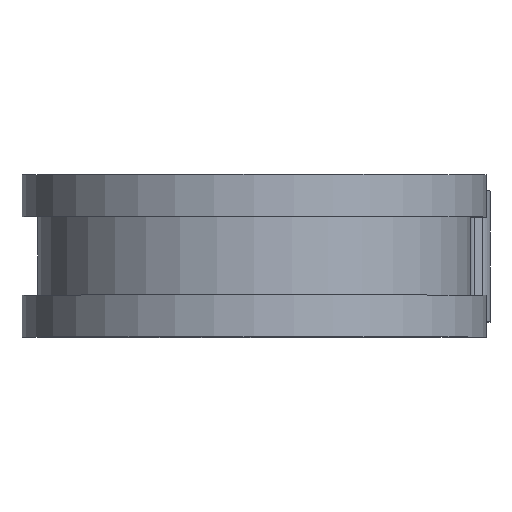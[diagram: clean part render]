
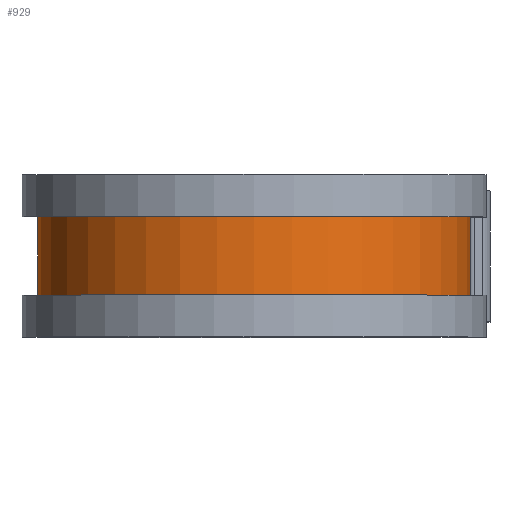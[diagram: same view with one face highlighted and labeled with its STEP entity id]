
A CAD part, top view. The second image highlights one B-rep face of the part: STEP entity #929.
In plain terms, the highlighted cylindrical face has radius 20.993 mm (diameter 41.986 mm), a partial arc.
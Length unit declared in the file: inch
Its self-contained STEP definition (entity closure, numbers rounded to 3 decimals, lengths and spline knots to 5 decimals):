
#27 = CARTESIAN_POINT ( 'NONE',  ( 0., 0.15, -0.8265 ) ) ;
#71 = DIRECTION ( 'NONE',  ( 0., 0., -1. ) ) ;
#74 = CARTESIAN_POINT ( 'NONE',  ( 0., 0.25, -0.8265 ) ) ;
#131 = DIRECTION ( 'NONE',  ( 0., 0., -1. ) ) ;
#214 = DIRECTION ( 'NONE',  ( 0., -1., 0. ) ) ;
#265 = LINE ( 'NONE', #1366, #1662 ) ;
#402 = DIRECTION ( 'NONE',  ( 0., -1., 0. ) ) ;
#405 = VERTEX_POINT ( 'NONE', #27 ) ;
#455 = AXIS2_PLACEMENT_3D ( 'NONE', #1750, #977, #131 ) ;
#560 = EDGE_CURVE ( 'NONE', #1058, #405, #1737, .T. ) ;
#575 = ORIENTED_EDGE ( 'NONE', *, *, #560, .T. ) ;
#577 = ORIENTED_EDGE ( 'NONE', *, *, #1742, .F. ) ;
#649 = FACE_OUTER_BOUND ( 'NONE', #1732, .T. ) ;
#664 = CARTESIAN_POINT ( 'NONE',  ( 0.8265, 0.15, 0. ) ) ;
#681 = AXIS2_PLACEMENT_3D ( 'NONE', #1483, #683, #1609 ) ;
#683 = DIRECTION ( 'NONE',  ( 0., -1., 0. ) ) ;
#695 = LINE ( 'NONE', #74, #1336 ) ;
#799 = ORIENTED_EDGE ( 'NONE', *, *, #1119, .F. ) ;
#929 = ADVANCED_FACE ( 'NONE', ( #649 ), #966, .T. ) ;
#954 = EDGE_CURVE ( 'NONE', #405, #1391, #695, .T. ) ;
#966 = CYLINDRICAL_SURFACE ( 'NONE', #1599, 0.8265 ) ;
#974 = CARTESIAN_POINT ( 'NONE',  ( 0., -0.15, -0.8265 ) ) ;
#977 = DIRECTION ( 'NONE',  ( 0., -1., 0. ) ) ;
#1036 = CIRCLE ( 'NONE', #681, 0.8265 ) ;
#1052 = ORIENTED_EDGE ( 'NONE', *, *, #954, .T. ) ;
#1058 = VERTEX_POINT ( 'NONE', #664 ) ;
#1119 = EDGE_CURVE ( 'NONE', #1680, #1391, #1036, .T. ) ;
#1190 = CARTESIAN_POINT ( 'NONE',  ( 0., 0.25, 0. ) ) ;
#1336 = VECTOR ( 'NONE', #214, 39.37008 ) ;
#1366 = CARTESIAN_POINT ( 'NONE',  ( 0.8265, 0.25, 0. ) ) ;
#1391 = VERTEX_POINT ( 'NONE', #974 ) ;
#1449 = DIRECTION ( 'NONE',  ( 0., -1., 0. ) ) ;
#1483 = CARTESIAN_POINT ( 'NONE',  ( 0., -0.15, 0. ) ) ;
#1598 = CARTESIAN_POINT ( 'NONE',  ( 0.8265, -0.15, 0. ) ) ;
#1599 = AXIS2_PLACEMENT_3D ( 'NONE', #1190, #1449, #71 ) ;
#1609 = DIRECTION ( 'NONE',  ( 0., 0., -1. ) ) ;
#1662 = VECTOR ( 'NONE', #402, 39.37008 ) ;
#1680 = VERTEX_POINT ( 'NONE', #1598 ) ;
#1732 = EDGE_LOOP ( 'NONE', ( #577, #575, #1052, #799 ) ) ;
#1737 = CIRCLE ( 'NONE', #455, 0.8265 ) ;
#1742 = EDGE_CURVE ( 'NONE', #1058, #1680, #265, .T. ) ;
#1750 = CARTESIAN_POINT ( 'NONE',  ( 0., 0.15, 0. ) ) ;
